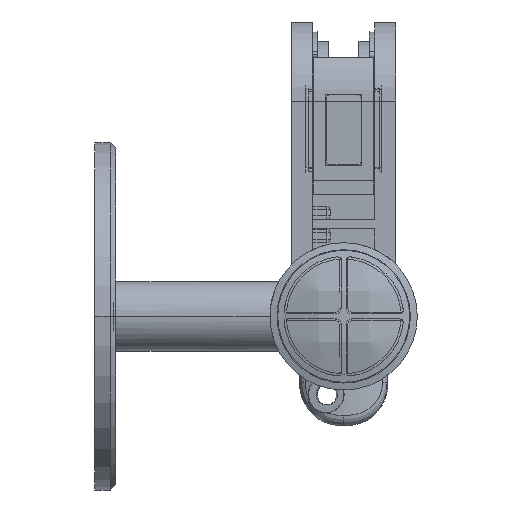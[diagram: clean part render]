
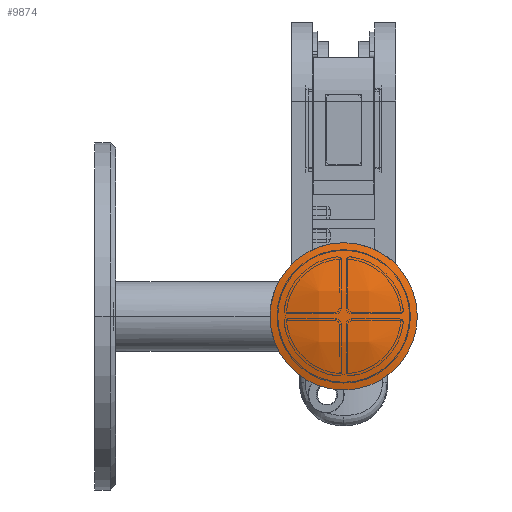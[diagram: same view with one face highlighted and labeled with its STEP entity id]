
A CAD part, front view. The second image highlights one B-rep face of the part: STEP entity #9874.
In plain terms, the highlighted free-form (B-spline) face has degree [3, 3] with [4, 4] control points.
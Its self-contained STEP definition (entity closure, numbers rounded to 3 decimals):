
#1059 = CARTESIAN_POINT ( 'NONE',  ( 1.003, -20.048, -21.57 ) ) ;
#2379 = CARTESIAN_POINT ( 'NONE',  ( -3., 0., 21.2 ) ) ;
#3535 = CARTESIAN_POINT ( 'NONE',  ( -4.21, 22.036, -7.595 ) ) ;
#4121 = CIRCLE ( 'NONE', #37086, 21.2 ) ;
#4134 = CARTESIAN_POINT ( 'NONE',  ( -4.194, -22.124, 7.454 ) ) ;
#5087 = CARTESIAN_POINT ( 'NONE',  ( -3., 0., 0. ) ) ;
#5858 = DIRECTION ( 'NONE',  ( 0., 0., 1. ) ) ;
#6630 = CARTESIAN_POINT ( 'NONE',  ( 0.927, 19.993, 21.443 ) ) ;
#7100 = AXIS2_PLACEMENT_3D ( 'NONE', #5087, #14180, #29230 ) ;
#7148 =( BOUNDED_SURFACE ( )  B_SPLINE_SURFACE ( 3, 3, ( 
 ( #6630, #7224, #31773, #19790 ),
 ( #29284, #25378, #32382, #4134 ),
 ( #3535, #13228, #35093, #28871 ),
 ( #38389, #32167, #25798, #1059 ) ),
 .UNSPECIFIED., .F., .F., .F. ) 
 B_SPLINE_SURFACE_WITH_KNOTS ( ( 4, 4 ),
 ( 4, 4 ),
 ( 0., 1. ),
 ( 0., 1. ),
 .UNSPECIFIED. ) 
 GEOMETRIC_REPRESENTATION_ITEM ( )  RATIONAL_B_SPLINE_SURFACE ( (
 ( 1., 0.953, 0.953, 1.),
 ( 0.953, 0.908, 0.908, 0.953),
 ( 0.953, 0.908, 0.908, 0.953),
 ( 1., 0.953, 0.953, 1.) ) ) 
 REPRESENTATION_ITEM ( '' )  SURFACE ( )  );
#7224 = CARTESIAN_POINT ( 'NONE',  ( -4.255, 6.968, 21.443 ) ) ;
#8970 = VERTEX_POINT ( 'NONE', #2379 ) ;
#9874 = ADVANCED_FACE ( 'NONE', ( #31970 ), #7148, .T. ) ;
#13228 = CARTESIAN_POINT ( 'NONE',  ( -9.922, 7.68, -7.595 ) ) ;
#14151 = EDGE_CURVE ( 'NONE', #8970, #30090, #4121, .T. ) ;
#14180 = DIRECTION ( 'NONE',  ( -1., 0., 0. ) ) ;
#18789 = ORIENTED_EDGE ( 'NONE', *, *, #32471, .T. ) ;
#19354 = EDGE_LOOP ( 'NONE', ( #20711, #18789 ) ) ;
#19468 = CARTESIAN_POINT ( 'NONE',  ( -3., 0., -21.2 ) ) ;
#19790 = CARTESIAN_POINT ( 'NONE',  ( 0.956, -20.066, 21.443 ) ) ;
#20711 = ORIENTED_EDGE ( 'NONE', *, *, #14151, .T. ) ;
#25378 = CARTESIAN_POINT ( 'NONE',  ( -9.94, 7.683, 7.454 ) ) ;
#25798 = CARTESIAN_POINT ( 'NONE',  ( -4.193, -7.043, -21.57 ) ) ;
#28154 = CIRCLE ( 'NONE', #7100, 21.2 ) ;
#28871 = CARTESIAN_POINT ( 'NONE',  ( -4.178, -22.118, -7.595 ) ) ;
#29230 = DIRECTION ( 'NONE',  ( 0., 0., 1. ) ) ;
#29284 = CARTESIAN_POINT ( 'NONE',  ( -4.227, 22.043, 7.454 ) ) ;
#30090 = VERTEX_POINT ( 'NONE', #19468 ) ;
#31401 = DIRECTION ( 'NONE',  ( -1., 0., 0. ) ) ;
#31773 = CARTESIAN_POINT ( 'NONE',  ( -4.245, -7.049, 21.443 ) ) ;
#31970 = FACE_OUTER_BOUND ( 'NONE', #19354, .T. ) ;
#32167 = CARTESIAN_POINT ( 'NONE',  ( -4.203, 6.962, -21.57 ) ) ;
#32382 = CARTESIAN_POINT ( 'NONE',  ( -9.929, -7.772, 7.454 ) ) ;
#32471 = EDGE_CURVE ( 'NONE', #30090, #8970, #28154, .T. ) ;
#34324 = CARTESIAN_POINT ( 'NONE',  ( -3., 0., 0. ) ) ;
#35093 = CARTESIAN_POINT ( 'NONE',  ( -9.91, -7.77, -7.595 ) ) ;
#37086 = AXIS2_PLACEMENT_3D ( 'NONE', #34324, #31401, #5858 ) ;
#38389 = CARTESIAN_POINT ( 'NONE',  ( 0.974, 19.974, -21.57 ) ) ;
